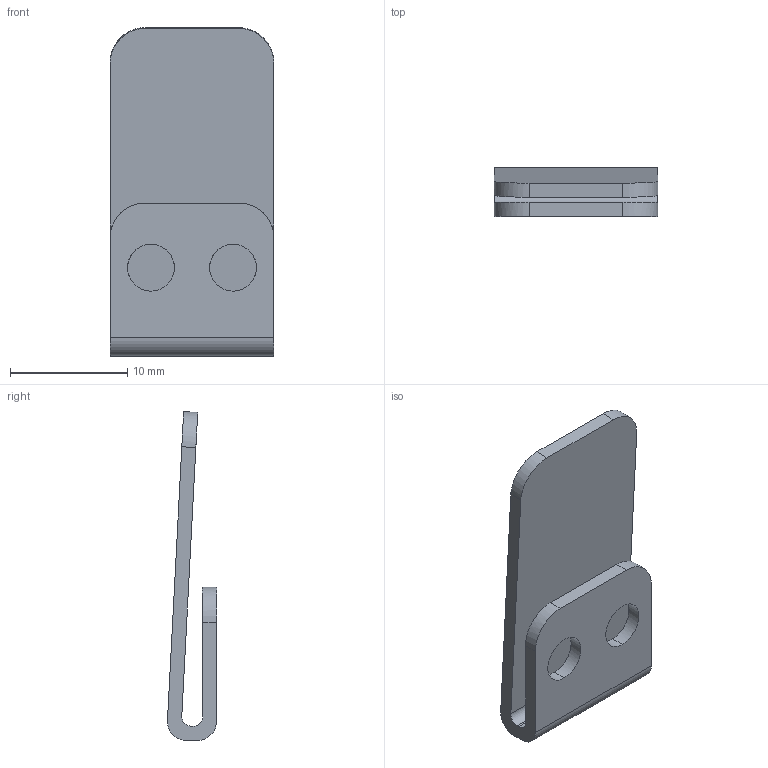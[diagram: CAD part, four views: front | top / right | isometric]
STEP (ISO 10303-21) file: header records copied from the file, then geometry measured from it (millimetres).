
FILE_DESCRIPTION (( 'STEP AP214' ), '1' );
FILE_NAME ('PXM0057_PTP_Pivot_Clip.STEP', '2022-05-06T09:07:07', ( '' ), ( '' ), 'SwSTEP 2.0', 'SolidWorks 2021', '' );
FILE_SCHEMA (( 'AUTOMOTIVE_DESIGN' ));
Length unit declared in the file: millimetre
Products named in the file (1): PXM0057_PTP_Pivot_Clip
Bounding box: 14 x 4.19 x 28.07 mm (x, y, z)
Volume: 668.7 mm3; surface area: 1266.4 mm2
Topology: 1 solids, 1 shells, 22 faces, 60 edges, 40 vertices
Faces by surface type: cylinder 10, plane 10, bspline 2
Entity records: 746 total; most frequent: CARTESIAN_POINT 167, ORIENTED_EDGE 120, DIRECTION 106, EDGE_CURVE 60, VERTEX_POINT 40, VECTOR 36, LINE 36, AXIS2_PLACEMENT_3D 35
